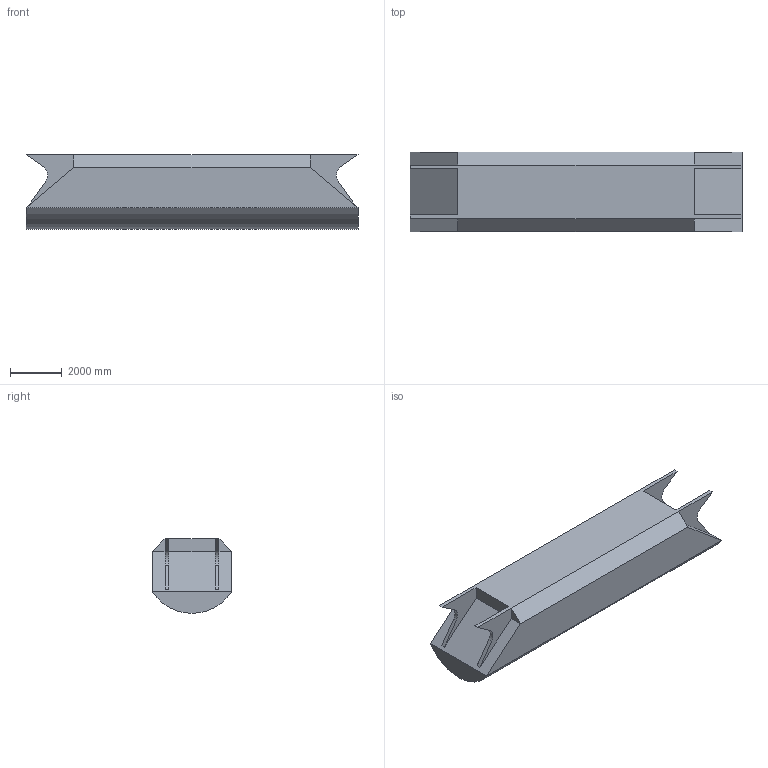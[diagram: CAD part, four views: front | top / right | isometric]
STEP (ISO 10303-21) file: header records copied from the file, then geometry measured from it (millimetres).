
FILE_DESCRIPTION (( 'STEP AP214' ), '1' );
FILE_NAME ('DumpCargo_cargo.STEP', '2024-03-19T14:06:39', ( '' ), ( '' ), 'SwSTEP 2.0', 'SolidWorks 2022', '' );
FILE_SCHEMA (( 'AUTOMOTIVE_DESIGN' ));
Length unit declared in the file: metre
Products named in the file (1): DumpCargo_cargo
Bounding box: 12860 x 3086 x 2893 mm (x, y, z)
Surface area: 146238317 mm2 (no closed solid volume)
Topology: 0 solids, 1 shells, 37 faces, 93 edges, 58 vertices
Faces by surface type: plane 31, cylinder 6
Entity records: 1106 total; most frequent: CARTESIAN_POINT 189, ORIENTED_EDGE 186, DIRECTION 181, EDGE_CURVE 93, LINE 81, VECTOR 81, VERTEX_POINT 58, AXIS2_PLACEMENT_3D 50
